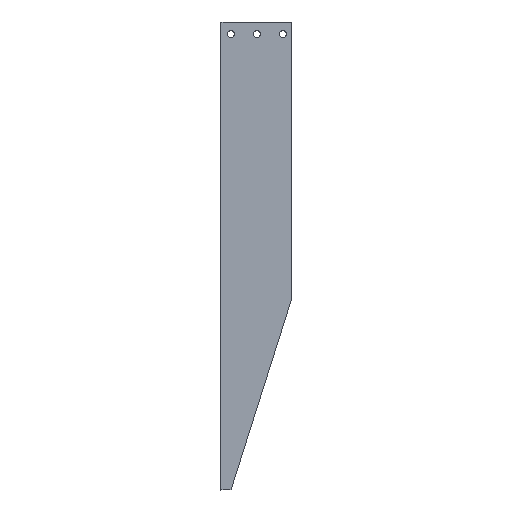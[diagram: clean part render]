
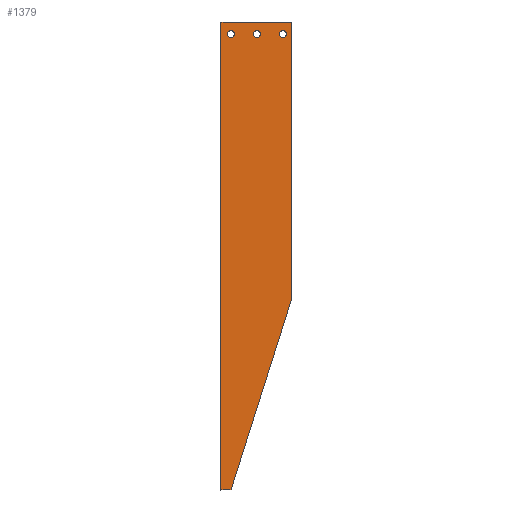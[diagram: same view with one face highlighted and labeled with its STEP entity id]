
A CAD part, left-side view. The second image highlights one B-rep face of the part: STEP entity #1379.
In plain terms, the highlighted planar face has unit normal (-1, 0, 0).
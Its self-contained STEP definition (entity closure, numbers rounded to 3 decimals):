
#40=FACE_BOUND('',#191,.T.);
#41=FACE_BOUND('',#192,.T.);
#42=FACE_BOUND('',#193,.T.);
#72=CIRCLE('',#1469,4.1);
#73=CIRCLE('',#1470,4.1);
#74=CIRCLE('',#1471,4.1);
#124=FACE_OUTER_BOUND('',#190,.T.);
#190=EDGE_LOOP('',(#888,#889,#890,#891,#892,#893,#894));
#191=EDGE_LOOP('',(#895));
#192=EDGE_LOOP('',(#896));
#193=EDGE_LOOP('',(#897));
#288=LINE('',#1968,#428);
#289=LINE('',#1970,#429);
#290=LINE('',#1972,#430);
#291=LINE('',#1974,#431);
#292=LINE('',#1976,#432);
#293=LINE('',#1978,#433);
#294=LINE('',#1979,#434);
#428=VECTOR('',#1590,10.);
#429=VECTOR('',#1591,10.);
#430=VECTOR('',#1592,10.);
#431=VECTOR('',#1593,10.);
#432=VECTOR('',#1594,10.);
#433=VECTOR('',#1595,10.);
#434=VECTOR('',#1596,10.);
#568=VERTEX_POINT('',#1966);
#569=VERTEX_POINT('',#1967);
#570=VERTEX_POINT('',#1969);
#571=VERTEX_POINT('',#1971);
#572=VERTEX_POINT('',#1973);
#573=VERTEX_POINT('',#1975);
#574=VERTEX_POINT('',#1977);
#575=VERTEX_POINT('',#1980);
#576=VERTEX_POINT('',#1982);
#577=VERTEX_POINT('',#1984);
#696=EDGE_CURVE('',#568,#569,#288,.T.);
#697=EDGE_CURVE('',#568,#570,#289,.T.);
#698=EDGE_CURVE('',#571,#570,#290,.T.);
#699=EDGE_CURVE('',#571,#572,#291,.T.);
#700=EDGE_CURVE('',#572,#573,#292,.T.);
#701=EDGE_CURVE('',#573,#574,#293,.T.);
#702=EDGE_CURVE('',#569,#574,#294,.T.);
#703=EDGE_CURVE('',#575,#575,#72,.T.);
#704=EDGE_CURVE('',#576,#576,#73,.T.);
#705=EDGE_CURVE('',#577,#577,#74,.T.);
#888=ORIENTED_EDGE('',*,*,#696,.F.);
#889=ORIENTED_EDGE('',*,*,#697,.T.);
#890=ORIENTED_EDGE('',*,*,#698,.F.);
#891=ORIENTED_EDGE('',*,*,#699,.T.);
#892=ORIENTED_EDGE('',*,*,#700,.T.);
#893=ORIENTED_EDGE('',*,*,#701,.T.);
#894=ORIENTED_EDGE('',*,*,#702,.F.);
#895=ORIENTED_EDGE('',*,*,#703,.T.);
#896=ORIENTED_EDGE('',*,*,#704,.T.);
#897=ORIENTED_EDGE('',*,*,#705,.T.);
#1272=PLANE('',#1468);
#1379=ADVANCED_FACE('',(#124,#40,#41,#42),#1272,.T.);
#1468=AXIS2_PLACEMENT_3D('',#1965,#1588,#1589);
#1469=AXIS2_PLACEMENT_3D('',#1981,#1597,#1598);
#1470=AXIS2_PLACEMENT_3D('',#1983,#1599,#1600);
#1471=AXIS2_PLACEMENT_3D('',#1985,#1601,#1602);
#1588=DIRECTION('center_axis',(-1.,0.,0.));
#1589=DIRECTION('ref_axis',(0.,0.,
1.));
#1590=DIRECTION('',(0.,1.,0.));
#1591=DIRECTION('',(0.,-0.302,0.953));
#1592=DIRECTION('',(0.,0.,-1.));
#1593=DIRECTION('',(0.,1.,0.));
#1594=DIRECTION('',(0.,1.,0.));
#1595=DIRECTION('',(0.,0.,-1.));
#1596=DIRECTION('',(0.,1.,0.));
#1597=DIRECTION('center_axis',(1.,0.,0.));
#1598=DIRECTION('ref_axis',(0.,1.,0.));
#1599=DIRECTION('center_axis',(1.,0.,0.));
#1600=DIRECTION('ref_axis',(0.,1.,0.));
#1601=DIRECTION('center_axis',(1.,0.,0.));
#1602=DIRECTION('ref_axis',(0.,1.,0.));
#1965=CARTESIAN_POINT('Origin',(-112.3,15.393,-270.));
#1966=CARTESIAN_POINT('',(-112.3,-10.729,-540.));
#1967=CARTESIAN_POINT('',(-112.3,-1.5,-540.));
#1968=CARTESIAN_POINT('',(-112.3,-80.407,-540.));
#1969=CARTESIAN_POINT('',(-112.3,-80.407,-320.));
#1970=CARTESIAN_POINT('',(-112.3,-49.503,-417.576));
#1971=CARTESIAN_POINT('',(-112.3,-80.407,0.));
#1972=CARTESIAN_POINT('',(-112.3,-80.407,0.));
#1973=CARTESIAN_POINT('',(-112.3,-1.5,0.));
#1974=CARTESIAN_POINT('',(-112.3,6.946,0.));
#1975=CARTESIAN_POINT('',(-112.3,1.5,0.));
#1976=CARTESIAN_POINT('',(-112.3,6.946,0.));
#1977=CARTESIAN_POINT('',(-112.3,1.5,-540.));
#1978=CARTESIAN_POINT('',(-112.3,1.5,-270.));
#1979=CARTESIAN_POINT('',(-112.3,9.759,-540.));
#1980=CARTESIAN_POINT('',(-112.3,-14.507,-14.));
#1981=CARTESIAN_POINT('Origin',(-112.3,-10.407,-14.));
#1982=CARTESIAN_POINT('',(-112.3,-44.507,-14.));
#1983=CARTESIAN_POINT('Origin',(-112.3,-40.407,-14.));
#1984=CARTESIAN_POINT('',(-112.3,-74.507,-14.));
#1985=CARTESIAN_POINT('Origin',(-112.3,-70.407,-14.));
